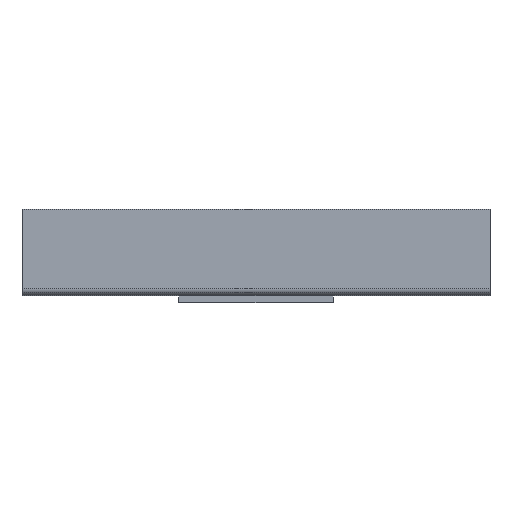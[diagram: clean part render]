
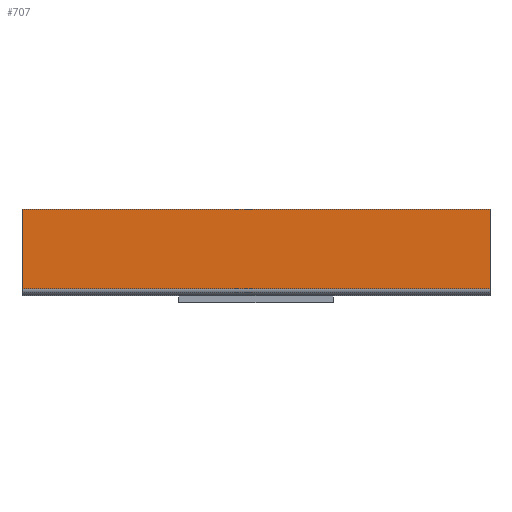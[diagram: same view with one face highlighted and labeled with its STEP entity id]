
A CAD part, front view. The second image highlights one B-rep face of the part: STEP entity #707.
In plain terms, the highlighted planar face has unit normal (0, -1, 0).
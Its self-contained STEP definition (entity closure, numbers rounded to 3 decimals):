
#266 = LINE ( 'NONE', #2298, #2167 ) ;
#313 = PLANE ( 'NONE',  #833 ) ;
#334 = LINE ( 'NONE', #555, #844 ) ;
#375 = ORIENTED_EDGE ( 'NONE', *, *, #1109, .T. ) ;
#385 = VERTEX_POINT ( 'NONE', #480 ) ;
#429 = DIRECTION ( 'NONE',  ( 1., 0., 0. ) ) ;
#480 = CARTESIAN_POINT ( 'NONE',  ( 67.5, -1., -10.5 ) ) ;
#543 = CARTESIAN_POINT ( 'NONE',  ( 0., -1., 0. ) ) ;
#555 = CARTESIAN_POINT ( 'NONE',  ( -67.5, -1., -10.5 ) ) ;
#568 = LINE ( 'NONE', #770, #1059 ) ;
#635 = DIRECTION ( 'NONE',  ( 0., 0., 1. ) ) ;
#648 = DIRECTION ( 'NONE',  ( 0., 1., 0. ) ) ;
#655 = EDGE_CURVE ( 'NONE', #1247, #792, #568, .T. ) ;
#660 = DIRECTION ( 'NONE',  ( 0., 0., 1. ) ) ;
#697 = DIRECTION ( 'NONE',  ( 1., 0., 0. ) ) ;
#707 = ADVANCED_FACE ( 'NONE', ( #1127 ), #313, .F. ) ;
#768 = CARTESIAN_POINT ( 'NONE',  ( -67.5, -1., 12.5 ) ) ;
#770 = CARTESIAN_POINT ( 'NONE',  ( -67.5, -1., 12.5 ) ) ;
#792 = VERTEX_POINT ( 'NONE', #1743 ) ;
#799 = EDGE_CURVE ( 'NONE', #968, #1247, #266, .T. ) ;
#833 = AXIS2_PLACEMENT_3D ( 'NONE', #543, #648, #660 ) ;
#844 = VECTOR ( 'NONE', #697, 1000. ) ;
#968 = VERTEX_POINT ( 'NONE', #2088 ) ;
#1054 = CARTESIAN_POINT ( 'NONE',  ( 67.5, -1., -12.5 ) ) ;
#1059 = VECTOR ( 'NONE', #429, 1000. ) ;
#1109 = EDGE_CURVE ( 'NONE', #968, #385, #334, .T. ) ;
#1127 = FACE_OUTER_BOUND ( 'NONE', #2094, .T. ) ;
#1247 = VERTEX_POINT ( 'NONE', #768 ) ;
#1251 = EDGE_CURVE ( 'NONE', #792, #385, #1797, .T. ) ;
#1435 = DIRECTION ( 'NONE',  ( 0., 0., -1. ) ) ;
#1593 = ORIENTED_EDGE ( 'NONE', *, *, #655, .F. ) ;
#1672 = ORIENTED_EDGE ( 'NONE', *, *, #799, .F. ) ;
#1743 = CARTESIAN_POINT ( 'NONE',  ( 67.5, -1., 12.5 ) ) ;
#1797 = LINE ( 'NONE', #1054, #2271 ) ;
#1845 = ORIENTED_EDGE ( 'NONE', *, *, #1251, .F. ) ;
#2088 = CARTESIAN_POINT ( 'NONE',  ( -67.5, -1., -10.5 ) ) ;
#2094 = EDGE_LOOP ( 'NONE', ( #375, #1845, #1593, #1672 ) ) ;
#2167 = VECTOR ( 'NONE', #635, 1000. ) ;
#2271 = VECTOR ( 'NONE', #1435, 1000. ) ;
#2298 = CARTESIAN_POINT ( 'NONE',  ( -67.5, -1., -12.5 ) ) ;
